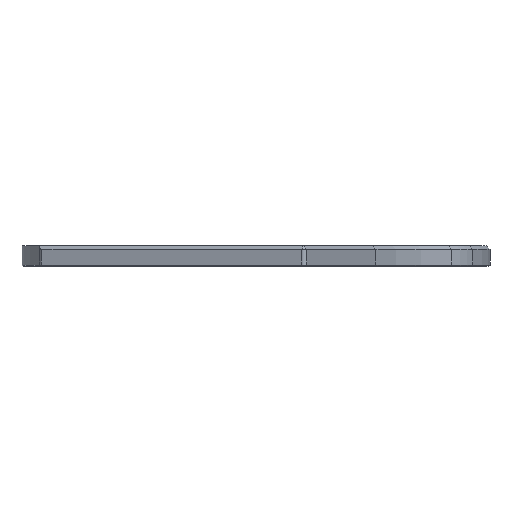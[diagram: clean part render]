
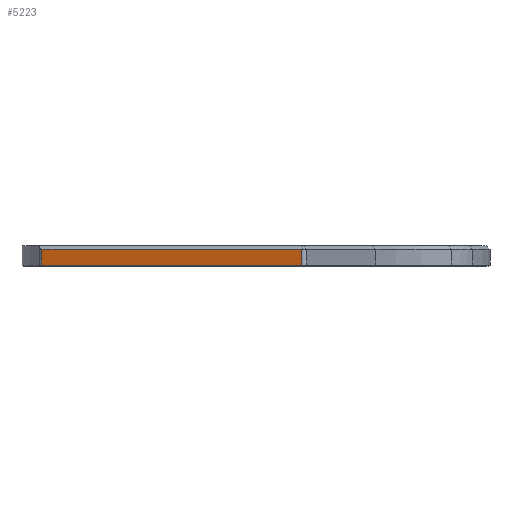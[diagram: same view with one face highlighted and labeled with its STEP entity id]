
A CAD part, left-side view. The second image highlights one B-rep face of the part: STEP entity #5223.
In plain terms, the highlighted planar face has unit normal (-0.94, 0.342, 0).
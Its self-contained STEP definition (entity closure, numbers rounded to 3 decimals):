
#708=FACE_OUTER_BOUND('',#1050,.T.);
#1050=EDGE_LOOP('',(#3709,#3710,#3711,#3712));
#1463=LINE('',#8315,#1858);
#1481=LINE('',#8380,#1876);
#1482=LINE('',#8384,#1877);
#1483=LINE('',#8385,#1878);
#1858=VECTOR('',#6470,10.);
#1876=VECTOR('',#6542,10.);
#1877=VECTOR('',#6547,10.);
#1878=VECTOR('',#6548,10.);
#2290=VERTEX_POINT('',#8305);
#2292=VERTEX_POINT('',#8311);
#2309=VERTEX_POINT('',#8379);
#2310=VERTEX_POINT('',#8383);
#2819=EDGE_CURVE('',#2290,#2292,#1463,.T.);
#2851=EDGE_CURVE('',#2292,#2309,#1481,.T.);
#2853=EDGE_CURVE('',#2290,#2310,#1482,.T.);
#2854=EDGE_CURVE('',#2309,#2310,#1483,.T.);
#3709=ORIENTED_EDGE('',*,*,#2819,.F.);
#3710=ORIENTED_EDGE('',*,*,#2853,.T.);
#3711=ORIENTED_EDGE('',*,*,#2854,.F.);
#3712=ORIENTED_EDGE('',*,*,#2851,.F.);
#5062=PLANE('',#5649);
#5223=ADVANCED_FACE('',(#708),#5062,.T.);
#5649=AXIS2_PLACEMENT_3D('',#8382,#6545,#6546);
#6470=DIRECTION('',(0.342,0.94,0.));
#6542=DIRECTION('',(0.,0.,1.));
#6545=DIRECTION('center_axis',(-0.94,0.342,0.));
#6546=DIRECTION('ref_axis',(-0.342,-0.94,0.));
#6547=DIRECTION('',(0.,0.,1.));
#6548=DIRECTION('',(-0.342,-0.94,0.));
#8305=CARTESIAN_POINT('',(6.639,-118.,7.28));
#8311=CARTESIAN_POINT('',(42.909,-18.35,7.28));
#8315=CARTESIAN_POINT('',(37.393,-33.505,7.28));
#8379=CARTESIAN_POINT('',(42.909,-18.35,13.28));
#8380=CARTESIAN_POINT('',(42.909,-18.35,13.78));
#8382=CARTESIAN_POINT('Origin',(42.909,-18.35,13.78));
#8383=CARTESIAN_POINT('',(6.639,-118.,13.28));
#8384=CARTESIAN_POINT('',(6.639,-118.,13.78));
#8385=CARTESIAN_POINT('',(32.495,-46.961,13.28));
